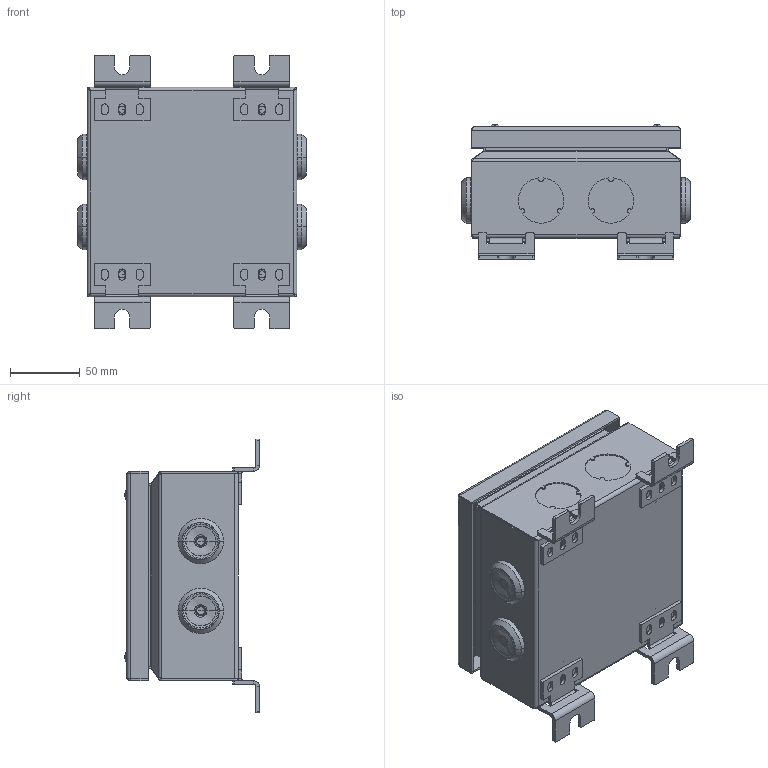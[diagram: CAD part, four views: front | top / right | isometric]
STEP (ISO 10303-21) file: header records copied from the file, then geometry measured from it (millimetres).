
FILE_DESCRIPTION((''),'2;1');
FILE_NAME('FPT1515FE46_ASM','2015-03-02T',('pasi_koskela'),(''),'PRO/ENGINEER BY PARAMETRIC TECHNOLOGY CORPORATION, 2013230','PRO/ENGINEER BY PARAMETRIC TECHNOLOGY CORPORATION, 2013230','');
FILE_SCHEMA(('CONFIG_CONTROL_DESIGN'));
Length unit declared in the file: millimetre
Products named in the file (24): PPE15202; PISTEHITSAUSRUUVI_M6X15_FE; X_FASTENING_LUG; PPE13966; H-PULTTI_SK_M5X6XD7_1X16; PPE15202_ASM; PPE15203; PISTEHITSAUSRUUVI_M6X12_FE; PPE15203_ASM; VPTS88; VPRK5-35; PUM79; KOT63068_ASM; PPK315-132; DIN7985_M5X10_A2K_RUUVI; PPK146; PLC45; KJXA18_ASM; PTB3; PLE31; PR134; KRXA6_ASM; RMM25_2003; FPT1515FE46_ASM
Assembly tree (48 placements, depth 4):
  FPT1515FE46_ASM
    KOT63068_ASM
      PPE15202_ASM
        PPE15202
        PISTEHITSAUSRUUVI_M6X15_FE
        X_FASTENING_LUG  x4
        PPE13966  x2
        H-PULTTI_SK_M5X6XD7_1X16  x4
      PPE15203_ASM
        PPE15203
        PISTEHITSAUSRUUVI_M6X12_FE
      VPTS88  x4
      VPRK5-35  x4
      PUM79  x4
    PPK315-132
    DIN7985_M5X10_A2K_RUUVI  x2
    KJXA18_ASM  x2
      PPK146
      PLC45
    KRXA6_ASM  x4
      PTB3
      PLE31
      PR134
    RMM25_2003  x4
Bounding box: 163.5 x 96.44 x 196 mm (x, y, z)
Volume: 200439.5 mm3; surface area: 275202.1 mm2
Topology: 53 solids, 53 shells, 4106 faces, 10594 edges, 6726 vertices
Faces by surface type: plane 2630, cylinder 748, torus 240, cone 192, bspline 156, sphere 100, extrusion 40
Entity records: 55779 total; most frequent: CARTESIAN_POINT 16710, ORIENTED_EDGE 8118, DIRECTION 7829, EDGE_CURVE 4059, VECTOR 2879, LINE 2869, VERTEX_POINT 2573, AXIS2_PLACEMENT_3D 2475
